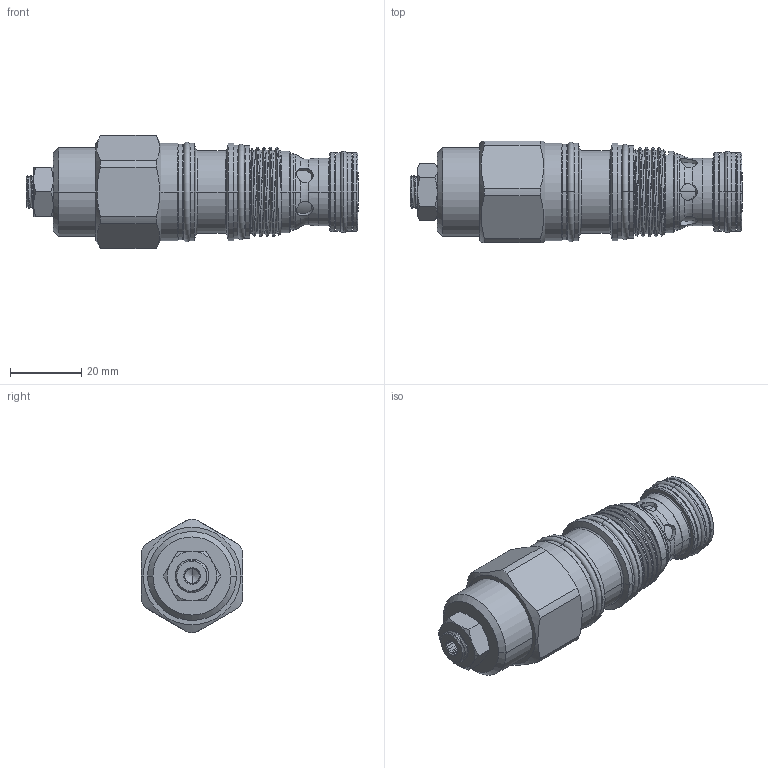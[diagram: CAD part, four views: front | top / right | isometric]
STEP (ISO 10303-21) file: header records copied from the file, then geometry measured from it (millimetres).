
FILE_DESCRIPTION (( 'STEP AP214' ), '1' );
FILE_NAME ('CB2A23I.STEP', '2016-04-08T08:07:35', ( '' ), ( '' ), 'SwSTEP 2.0', 'SolidWorks 2012', '' );
FILE_SCHEMA (( 'AUTOMOTIVE_DESIGN' ));
Length unit declared in the file: millimetre
Products named in the file (1): CB2A23I
Bounding box: 93.4 x 28.57 x 31.79 mm (x, y, z)
Volume: 43458.6 mm3; surface area: 12174.8 mm2
Topology: 3 solids, 3 shells, 260 faces, 633 edges, 395 vertices
Faces by surface type: cylinder 106, plane 55, cone 48, torus 45, bspline 4, sphere 2
Entity records: 12199 total; most frequent: CARTESIAN_POINT 6143, DIRECTION 1289, ORIENTED_EDGE 1262, EDGE_CURVE 631, AXIS2_PLACEMENT_3D 557, VERTEX_POINT 395, CIRCLE 300, EDGE_LOOP 282
